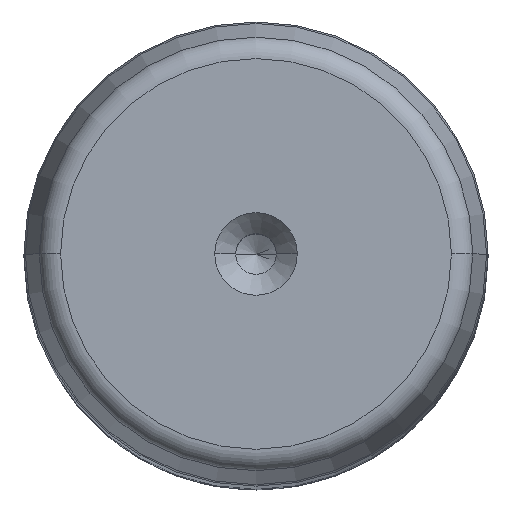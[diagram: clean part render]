
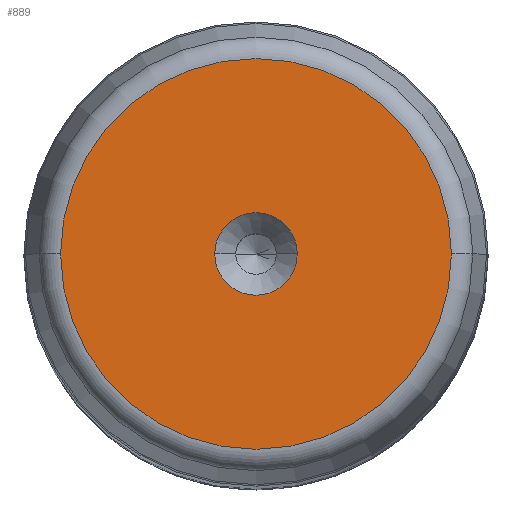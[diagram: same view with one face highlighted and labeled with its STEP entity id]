
A CAD part, top view. The second image highlights one B-rep face of the part: STEP entity #889.
In plain terms, the highlighted planar face has unit normal (0, 0, 1).
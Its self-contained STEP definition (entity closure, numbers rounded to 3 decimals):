
#173 = DIRECTION ( 'NONE',  ( 0., 0., 1. ) ) ;
#181 = DIRECTION ( 'NONE',  ( 0., 0., 1. ) ) ;
#242 = AXIS2_PLACEMENT_3D ( 'NONE', #1097, #1633, #1644 ) ;
#246 = AXIS2_PLACEMENT_3D ( 'NONE', #672, #173, #2877 ) ;
#269 = DIRECTION ( 'NONE',  ( 1., 0., 0. ) ) ;
#287 = CIRCLE ( 'NONE', #246, 5.6 ) ;
#422 = AXIS2_PLACEMENT_3D ( 'NONE', #3543, #1084, #269 ) ;
#432 = CARTESIAN_POINT ( 'NONE',  ( 0., 0., 315. ) ) ;
#642 = CIRCLE ( 'NONE', #3247, 26.519 ) ;
#672 = CARTESIAN_POINT ( 'NONE',  ( 0., 0., 315. ) ) ;
#832 = EDGE_CURVE ( 'NONE', #1355, #2562, #3378, .T. ) ;
#889 = ADVANCED_FACE ( 'NONE', ( #3297, #1298 ), #3275, .T. ) ;
#970 = CARTESIAN_POINT ( 'NONE',  ( 0., 0., 315. ) ) ;
#1084 = DIRECTION ( 'NONE',  ( 0., 0., 1. ) ) ;
#1097 = CARTESIAN_POINT ( 'NONE',  ( 0., 0., 315. ) ) ;
#1200 = ORIENTED_EDGE ( 'NONE', *, *, #1864, .F. ) ;
#1261 = VERTEX_POINT ( 'NONE', #1371 ) ;
#1268 = ORIENTED_EDGE ( 'NONE', *, *, #2236, .F. ) ;
#1298 = FACE_BOUND ( 'NONE', #2536, .T. ) ;
#1355 = VERTEX_POINT ( 'NONE', #2989 ) ;
#1371 = CARTESIAN_POINT ( 'NONE',  ( 5.6, 0., 315. ) ) ;
#1504 = CARTESIAN_POINT ( 'NONE',  ( -5.6, 0., 315. ) ) ;
#1550 = CARTESIAN_POINT ( 'NONE',  ( 26.519, 0., 315. ) ) ;
#1633 = DIRECTION ( 'NONE',  ( 0., 0., 1. ) ) ;
#1644 = DIRECTION ( 'NONE',  ( 1., 0., 0. ) ) ;
#1783 = DIRECTION ( 'NONE',  ( 1., 0., 0. ) ) ;
#1864 = EDGE_CURVE ( 'NONE', #1957, #1261, #2922, .T. ) ;
#1886 = EDGE_CURVE ( 'NONE', #2562, #1355, #642, .T. ) ;
#1957 = VERTEX_POINT ( 'NONE', #1504 ) ;
#2236 = EDGE_CURVE ( 'NONE', #1261, #1957, #287, .T. ) ;
#2303 = EDGE_LOOP ( 'NONE', ( #3007, #3125 ) ) ;
#2536 = EDGE_LOOP ( 'NONE', ( #1268, #1200 ) ) ;
#2562 = VERTEX_POINT ( 'NONE', #1550 ) ;
#2700 = AXIS2_PLACEMENT_3D ( 'NONE', #432, #181, #3405 ) ;
#2877 = DIRECTION ( 'NONE',  ( 1., 0., 0. ) ) ;
#2922 = CIRCLE ( 'NONE', #2700, 5.6 ) ;
#2989 = CARTESIAN_POINT ( 'NONE',  ( -26.519, 0., 315. ) ) ;
#3007 = ORIENTED_EDGE ( 'NONE', *, *, #1886, .T. ) ;
#3125 = ORIENTED_EDGE ( 'NONE', *, *, #832, .T. ) ;
#3247 = AXIS2_PLACEMENT_3D ( 'NONE', #970, #3444, #1783 ) ;
#3275 = PLANE ( 'NONE',  #242 ) ;
#3297 = FACE_OUTER_BOUND ( 'NONE', #2303, .T. ) ;
#3378 = CIRCLE ( 'NONE', #422, 26.519 ) ;
#3405 = DIRECTION ( 'NONE',  ( 1., 0., 0. ) ) ;
#3444 = DIRECTION ( 'NONE',  ( 0., 0., 1. ) ) ;
#3543 = CARTESIAN_POINT ( 'NONE',  ( 0., 0., 315. ) ) ;
